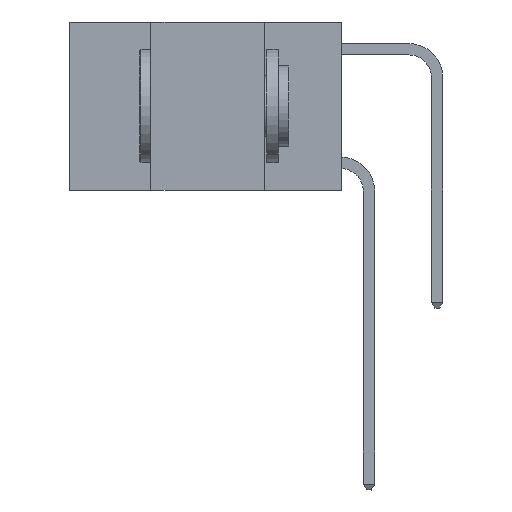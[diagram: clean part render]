
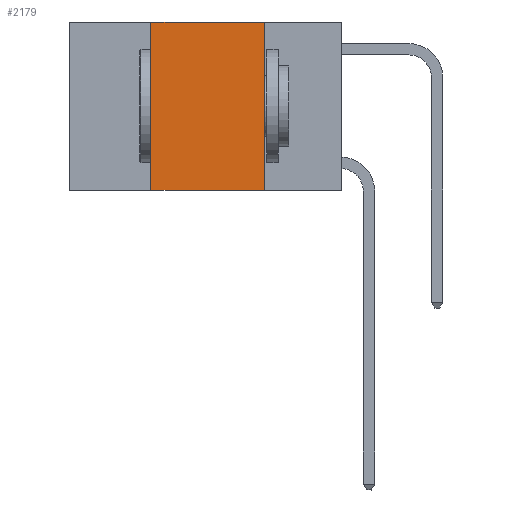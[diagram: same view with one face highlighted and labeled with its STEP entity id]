
A CAD part, left-side view. The second image highlights one B-rep face of the part: STEP entity #2179.
In plain terms, the highlighted planar face has unit normal (-1, 0, 0).
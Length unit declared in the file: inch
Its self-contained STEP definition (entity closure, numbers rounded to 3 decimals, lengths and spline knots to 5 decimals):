
#243 = LINE ( 'NONE', #5537, #16163 ) ;
#1584 = ORIENTED_EDGE ( 'NONE', *, *, #23521, .F. ) ;
#2179 = ADVANCED_FACE ( 'NONE', ( #24195 ), #6815, .F. ) ;
#2291 = VERTEX_POINT ( 'NONE', #8423 ) ;
#2384 = LINE ( 'NONE', #8797, #5803 ) ;
#3262 = EDGE_CURVE ( 'NONE', #2291, #3828, #14083, .T. ) ;
#3828 = VERTEX_POINT ( 'NONE', #20392 ) ;
#4903 = CARTESIAN_POINT ( 'NONE',  ( 0., 0.6, 0. ) ) ;
#5122 = CARTESIAN_POINT ( 'NONE',  ( 0., 0.17, 0. ) ) ;
#5350 = EDGE_CURVE ( 'NONE', #2291, #11254, #243, .T. ) ;
#5537 = CARTESIAN_POINT ( 'NONE',  ( 0., 0.6, -0.37 ) ) ;
#5803 = VECTOR ( 'NONE', #6941, 39.37008 ) ;
#6815 = PLANE ( 'NONE',  #7139 ) ;
#6941 = DIRECTION ( 'NONE',  ( 0., -1., 0. ) ) ;
#7139 = AXIS2_PLACEMENT_3D ( 'NONE', #4903, #18869, #14941 ) ;
#8423 = CARTESIAN_POINT ( 'NONE',  ( 0., 0.42, -0.37 ) ) ;
#8797 = CARTESIAN_POINT ( 'NONE',  ( 0., 0.6, 0. ) ) ;
#10196 = DIRECTION ( 'NONE',  ( 0., 0., 1. ) ) ;
#10364 = ORIENTED_EDGE ( 'NONE', *, *, #5350, .T. ) ;
#11254 = VERTEX_POINT ( 'NONE', #11777 ) ;
#11777 = CARTESIAN_POINT ( 'NONE',  ( 0., 0.17, -0.37 ) ) ;
#13138 = ORIENTED_EDGE ( 'NONE', *, *, #3262, .F. ) ;
#13319 = ORIENTED_EDGE ( 'NONE', *, *, #19464, .F. ) ;
#14083 = LINE ( 'NONE', #25793, #16605 ) ;
#14941 = DIRECTION ( 'NONE',  ( 0., 0., -1. ) ) ;
#16163 = VECTOR ( 'NONE', #23741, 39.37008 ) ;
#16605 = VECTOR ( 'NONE', #10196, 39.37008 ) ;
#17475 = VECTOR ( 'NONE', #21497, 39.37008 ) ;
#18869 = DIRECTION ( 'NONE',  ( 1., 0., 0. ) ) ;
#19464 = EDGE_CURVE ( 'NONE', #23656, #11254, #23481, .T. ) ;
#20209 = EDGE_LOOP ( 'NONE', ( #13319, #1584, #13138, #10364 ) ) ;
#20392 = CARTESIAN_POINT ( 'NONE',  ( 0., 0.42, 0. ) ) ;
#21497 = DIRECTION ( 'NONE',  ( 0., 0., -1. ) ) ;
#23481 = LINE ( 'NONE', #25699, #17475 ) ;
#23521 = EDGE_CURVE ( 'NONE', #3828, #23656, #2384, .T. ) ;
#23656 = VERTEX_POINT ( 'NONE', #5122 ) ;
#23741 = DIRECTION ( 'NONE',  ( 0., -1., 0. ) ) ;
#24195 = FACE_OUTER_BOUND ( 'NONE', #20209, .T. ) ;
#25699 = CARTESIAN_POINT ( 'NONE',  ( 0., 0.17, 0. ) ) ;
#25793 = CARTESIAN_POINT ( 'NONE',  ( 0., 0.42, 0. ) ) ;
